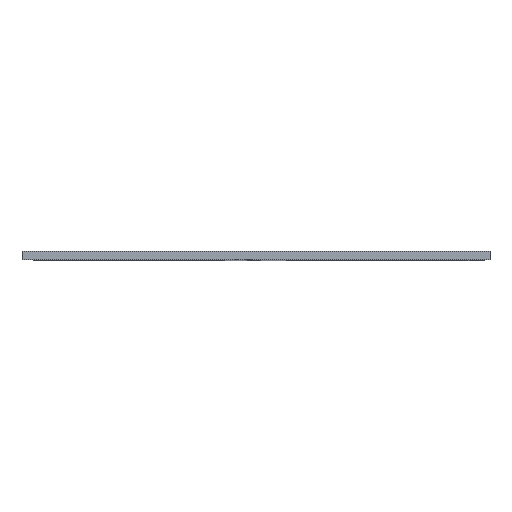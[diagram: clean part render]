
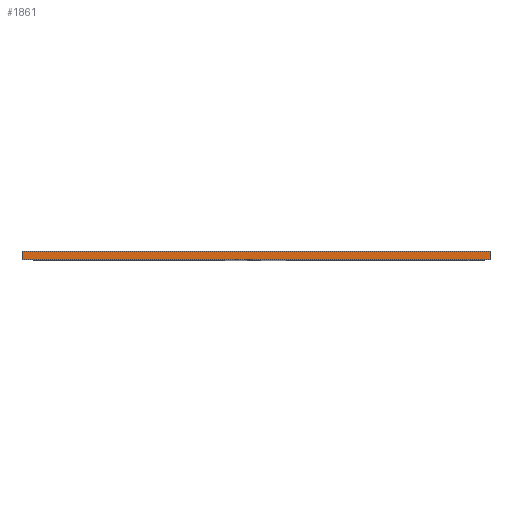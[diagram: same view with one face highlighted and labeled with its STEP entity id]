
A CAD part, top view. The second image highlights one B-rep face of the part: STEP entity #1861.
In plain terms, the highlighted free-form (B-spline) face has degree [1, 1] with [2, 2] control points.
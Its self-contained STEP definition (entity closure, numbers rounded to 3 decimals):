
#1830 = VERTEX_POINT('',#1831);
#1831 = CARTESIAN_POINT('',(-5.572,9.003,
    -12.863));
#1838 = EDGE_CURVE('',#1830,#1839,#1841,.T.);
#1839 = VERTEX_POINT('',#1840);
#1840 = CARTESIAN_POINT('',(-5.572,0.,-12.863));
#1841 = B_SPLINE_CURVE_WITH_KNOTS('',1,(#1842,#1843),.UNSPECIFIED.,.F.,
  .F.,(2,2),(0.,10.),.PIECEWISE_BEZIER_KNOTS.);
#1842 = CARTESIAN_POINT('',(-5.572,9.003,
    -12.863));
#1843 = CARTESIAN_POINT('',(-5.572,0.,-12.863));
#1861 = ADVANCED_FACE('',(#1862),#1884,.F.);
#1862 = FACE_BOUND('',#1863,.T.);
#1863 = EDGE_LOOP('',(#1864,#1871,#1878,#1883));
#1864 = ORIENTED_EDGE('',*,*,#1865,.F.);
#1865 = EDGE_CURVE('',#1866,#1830,#1868,.T.);
#1866 = VERTEX_POINT('',#1867);
#1867 = CARTESIAN_POINT('',(-490.763,9.003,-12.863
    ));
#1868 = B_SPLINE_CURVE_WITH_KNOTS('',1,(#1869,#1870),.UNSPECIFIED.,.F.,
  .F.,(2,2),(-135.055,403.866),.PIECEWISE_BEZIER_KNOTS.);
#1869 = CARTESIAN_POINT('',(-490.763,9.003,-12.863
    ));
#1870 = CARTESIAN_POINT('',(-5.572,9.003,
    -12.863));
#1871 = ORIENTED_EDGE('',*,*,#1872,.T.);
#1872 = EDGE_CURVE('',#1866,#1873,#1875,.T.);
#1873 = VERTEX_POINT('',#1874);
#1874 = CARTESIAN_POINT('',(-490.763,0.,-12.863));
#1875 = B_SPLINE_CURVE_WITH_KNOTS('',1,(#1876,#1877),.UNSPECIFIED.,.F.,
  .F.,(2,2),(0.,10.),.PIECEWISE_BEZIER_KNOTS.);
#1876 = CARTESIAN_POINT('',(-490.763,9.003,-12.863
    ));
#1877 = CARTESIAN_POINT('',(-490.763,0.,-12.863));
#1878 = ORIENTED_EDGE('',*,*,#1879,.F.);
#1879 = EDGE_CURVE('',#1839,#1873,#1880,.T.);
#1880 = B_SPLINE_CURVE_WITH_KNOTS('',1,(#1881,#1882),.UNSPECIFIED.,.F.,
  .F.,(2,2),(-403.866,135.055),.PIECEWISE_BEZIER_KNOTS.);
#1881 = CARTESIAN_POINT('',(-5.572,0.,-12.863));
#1882 = CARTESIAN_POINT('',(-490.763,0.,-12.863));
#1883 = ORIENTED_EDGE('',*,*,#1838,.F.);
#1884 = B_SPLINE_SURFACE_WITH_KNOTS('',1,1,(
    (#1885,#1886)
    ,(#1887,#1888
    )),.UNSPECIFIED.,.F.,.F.,.F.,(2,2),(2,2),(0.,538.921),(0.,
    10.),.PIECEWISE_BEZIER_KNOTS.);
#1885 = CARTESIAN_POINT('',(-490.763,9.003,-12.863
    ));
#1886 = CARTESIAN_POINT('',(-490.763,0.,-12.863));
#1887 = CARTESIAN_POINT('',(-5.572,9.003,
    -12.863));
#1888 = CARTESIAN_POINT('',(-5.572,0.,-12.863));
